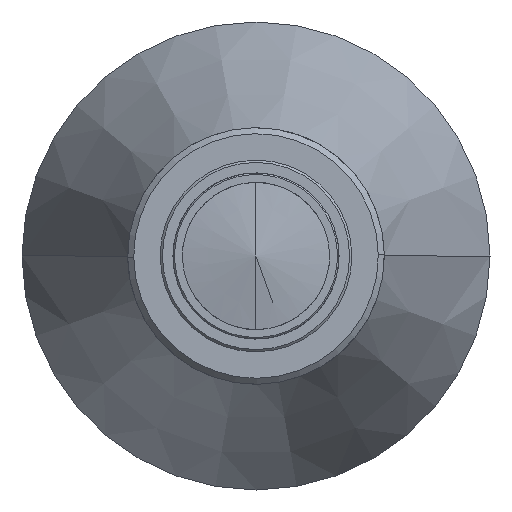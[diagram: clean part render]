
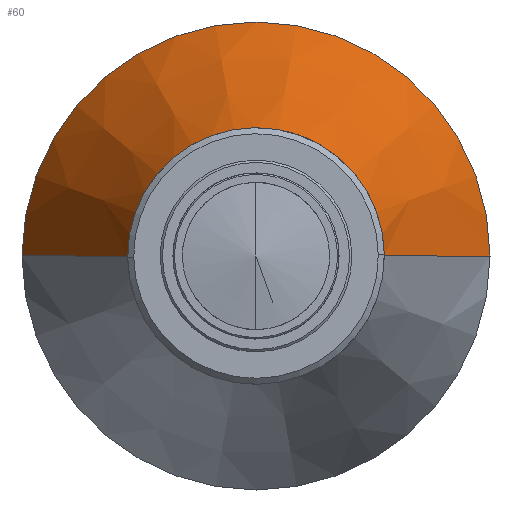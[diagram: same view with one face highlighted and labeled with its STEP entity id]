
A CAD part, left-side view. The second image highlights one B-rep face of the part: STEP entity #60.
In plain terms, the highlighted conical face has half-angle 23 degrees and reference radius 17 mm.
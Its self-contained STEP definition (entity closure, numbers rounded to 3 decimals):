
#4 = AXIS2_PLACEMENT_3D ( 'NONE', #1451, #855, #1072 ) ;
#57 = CONICAL_SURFACE ( 'NONE', #4, 17., 0.401 ) ;
#60 = ADVANCED_FACE ( 'NONE', ( #1263 ), #57, .T. ) ;
#101 = DIRECTION ( 'NONE',  ( 1., 0., 0. ) ) ;
#144 = EDGE_CURVE ( 'NONE', #1310, #212, #847, .T. ) ;
#212 = VERTEX_POINT ( 'NONE', #386 ) ;
#248 = DIRECTION ( 'NONE',  ( 0.921, 0.391, 0. ) ) ;
#310 = CARTESIAN_POINT ( 'NONE',  ( 18.418, -17., 0. ) ) ;
#360 = CARTESIAN_POINT ( 'NONE',  ( 51.4, 0., 0. ) ) ;
#369 = CARTESIAN_POINT ( 'NONE',  ( 18.418, 17., 0. ) ) ;
#374 = EDGE_CURVE ( 'NONE', #712, #1310, #1082, .T. ) ;
#386 = CARTESIAN_POINT ( 'NONE',  ( 51.4, -31., 0. ) ) ;
#572 = EDGE_CURVE ( 'NONE', #712, #1007, #1104, .T. ) ;
#585 = AXIS2_PLACEMENT_3D ( 'NONE', #360, #1434, #852 ) ;
#680 = CARTESIAN_POINT ( 'NONE',  ( 18.418, 0., 0. ) ) ;
#712 = VERTEX_POINT ( 'NONE', #369 ) ;
#739 = VECTOR ( 'NONE', #1356, 1000. ) ;
#847 = LINE ( 'NONE', #1085, #739 ) ;
#852 = DIRECTION ( 'NONE',  ( 0., 0., -1. ) ) ;
#855 = DIRECTION ( 'NONE',  ( 1., 0., 0. ) ) ;
#907 = CARTESIAN_POINT ( 'NONE',  ( 51.4, 31., 0. ) ) ;
#972 = CIRCLE ( 'NONE', #585, 31. ) ;
#1007 = VERTEX_POINT ( 'NONE', #907 ) ;
#1023 = ORIENTED_EDGE ( 'NONE', *, *, #572, .F. ) ;
#1071 = ORIENTED_EDGE ( 'NONE', *, *, #1430, .F. ) ;
#1072 = DIRECTION ( 'NONE',  ( 0., 1., 0. ) ) ;
#1082 = CIRCLE ( 'NONE', #1349, 17. ) ;
#1085 = CARTESIAN_POINT ( 'NONE',  ( 18.418, -17., 0. ) ) ;
#1104 = LINE ( 'NONE', #1313, #1297 ) ;
#1214 = EDGE_LOOP ( 'NONE', ( #1498, #1529, #1071, #1023 ) ) ;
#1263 = FACE_OUTER_BOUND ( 'NONE', #1214, .T. ) ;
#1297 = VECTOR ( 'NONE', #248, 1000. ) ;
#1302 = DIRECTION ( 'NONE',  ( 0., 0., 1. ) ) ;
#1310 = VERTEX_POINT ( 'NONE', #310 ) ;
#1313 = CARTESIAN_POINT ( 'NONE',  ( 18.418, 17., 0. ) ) ;
#1349 = AXIS2_PLACEMENT_3D ( 'NONE', #680, #101, #1302 ) ;
#1356 = DIRECTION ( 'NONE',  ( 0.921, -0.391, 0. ) ) ;
#1430 = EDGE_CURVE ( 'NONE', #1007, #212, #972, .T. ) ;
#1434 = DIRECTION ( 'NONE',  ( 1., 0., 0. ) ) ;
#1451 = CARTESIAN_POINT ( 'NONE',  ( 18.418, 0., 0. ) ) ;
#1498 = ORIENTED_EDGE ( 'NONE', *, *, #374, .T. ) ;
#1529 = ORIENTED_EDGE ( 'NONE', *, *, #144, .T. ) ;
